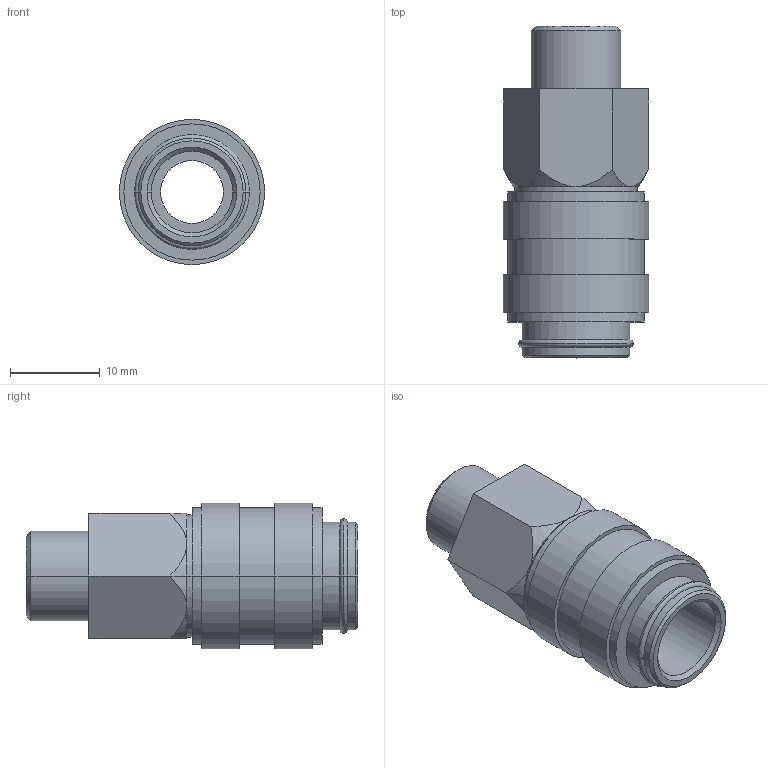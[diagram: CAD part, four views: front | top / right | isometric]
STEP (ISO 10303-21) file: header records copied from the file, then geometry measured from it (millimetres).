
FILE_DESCRIPTION(('STEP AP214'),'1');
FILE_NAME('esmn_101_ao.stp','2020-03-05T08:31:45',('TraceParts'),('TraceParts S.A.'),'Spatial InterOp 3D',' ',' ');
FILE_SCHEMA(('automotive_design'));
Length unit declared in the file: millimetre
Products named in the file (1): 1
Bounding box: 16.2 x 37 x 16.2 mm (x, y, z)
Volume: 3948.2 mm3; surface area: 2966.1 mm2
Topology: 1 solids, 1 shells, 57 faces, 118 edges, 72 vertices
Faces by surface type: cylinder 22, plane 17, cone 14, torus 4
Entity records: 2004 total; most frequent: CARTESIAN_POINT 296, DIRECTION 286, ORIENTED_EDGE 236, AXIS2_PLACEMENT_3D 122, EDGE_CURVE 118, VERTEX_POINT 72, EDGE_LOOP 68, CIRCLE 64
